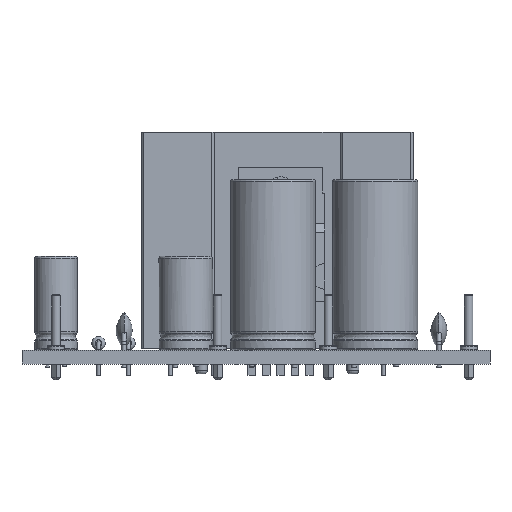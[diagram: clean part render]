
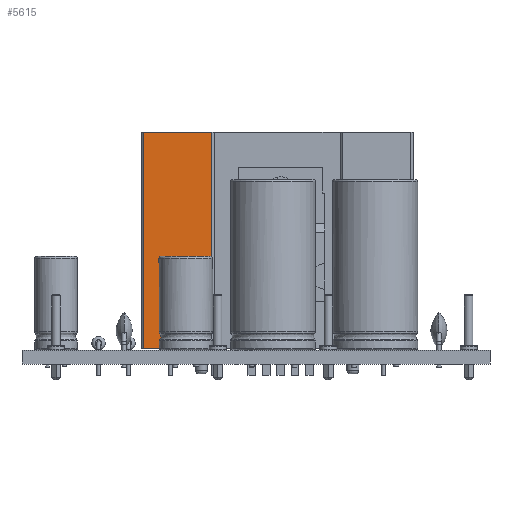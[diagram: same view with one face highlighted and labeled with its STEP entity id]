
A CAD part, front view. The second image highlights one B-rep face of the part: STEP entity #5615.
In plain terms, the highlighted planar face has unit normal (0, -1, 0).
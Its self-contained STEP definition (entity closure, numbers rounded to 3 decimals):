
#1778 = PLANE('',#1779);
#1779 = AXIS2_PLACEMENT_3D('',#1780,#1781,#1782);
#1780 = CARTESIAN_POINT('',(0.,-1.24,0.2));
#1781 = DIRECTION('',(0.,0.,1.));
#1782 = DIRECTION('',(-1.,0.,0.));
#1950 = PLANE('',#1951);
#1951 = AXIS2_PLACEMENT_3D('',#1952,#1953,#1954);
#1952 = CARTESIAN_POINT('',(0.,-1.24,25.6));
#1953 = DIRECTION('',(0.,0.,1.));
#1954 = DIRECTION('',(-1.,0.,0.));
#2042 = EDGE_CURVE('',#2043,#2045,#2047,.T.);
#2043 = VERTEX_POINT('',#2044);
#2044 = CARTESIAN_POINT('',(-15.7,-9.,0.2));
#2045 = VERTEX_POINT('',#2046);
#2046 = CARTESIAN_POINT('',(-7.696,-9.,0.2));
#2047 = SURFACE_CURVE('',#2048,(#2052,#2059),.PCURVE_S1.);
#2048 = LINE('',#2049,#2050);
#2049 = CARTESIAN_POINT('',(-16.,-9.,0.2));
#2050 = VECTOR('',#2051,1.);
#2051 = DIRECTION('',(1.,0.,0.));
#2052 = PCURVE('',#1778,#2053);
#2053 = DEFINITIONAL_REPRESENTATION('',(#2054),#2058);
#2054 = LINE('',#2055,#2056);
#2055 = CARTESIAN_POINT('',(16.,7.76));
#2056 = VECTOR('',#2057,1.);
#2057 = DIRECTION('',(-1.,0.));
#2058 = ( GEOMETRIC_REPRESENTATION_CONTEXT(2) 
PARAMETRIC_REPRESENTATION_CONTEXT() REPRESENTATION_CONTEXT('2D SPACE',''
  ) );
#2059 = PCURVE('',#2060,#2065);
#2060 = PLANE('',#2061);
#2061 = AXIS2_PLACEMENT_3D('',#2062,#2063,#2064);
#2062 = CARTESIAN_POINT('',(-16.,-9.,0.2));
#2063 = DIRECTION('',(0.,1.,0.));
#2064 = DIRECTION('',(1.,0.,0.));
#2065 = DEFINITIONAL_REPRESENTATION('',(#2066),#2070);
#2066 = LINE('',#2067,#2068);
#2067 = CARTESIAN_POINT('',(0.,0.));
#2068 = VECTOR('',#2069,1.);
#2069 = DIRECTION('',(1.,0.));
#2070 = ( GEOMETRIC_REPRESENTATION_CONTEXT(2) 
PARAMETRIC_REPRESENTATION_CONTEXT() REPRESENTATION_CONTEXT('2D SPACE',''
  ) );
#2088 = PLANE('',#2089);
#2089 = AXIS2_PLACEMENT_3D('',#2090,#2091,#2092);
#2090 = CARTESIAN_POINT('',(-7.546,-8.85,0.2));
#2091 = DIRECTION('',(0.707,-0.707,0.));
#2092 = DIRECTION('',(0.,0.,-1.));
#3949 = PLANE('',#3950);
#3950 = AXIS2_PLACEMENT_3D('',#3951,#3952,#3953);
#3951 = CARTESIAN_POINT('',(-15.85,-8.85,0.2));
#3952 = DIRECTION('',(-0.707,-0.707,0.));
#3953 = DIRECTION('',(0.,0.,-1.));
#4017 = EDGE_CURVE('',#4018,#4020,#4022,.T.);
#4018 = VERTEX_POINT('',#4019);
#4019 = CARTESIAN_POINT('',(-15.7,-9.,25.6));
#4020 = VERTEX_POINT('',#4021);
#4021 = CARTESIAN_POINT('',(-7.696,-9.,25.6));
#4022 = SURFACE_CURVE('',#4023,(#4027,#4034),.PCURVE_S1.);
#4023 = LINE('',#4024,#4025);
#4024 = CARTESIAN_POINT('',(-16.,-9.,25.6));
#4025 = VECTOR('',#4026,1.);
#4026 = DIRECTION('',(1.,0.,0.));
#4027 = PCURVE('',#1950,#4028);
#4028 = DEFINITIONAL_REPRESENTATION('',(#4029),#4033);
#4029 = LINE('',#4030,#4031);
#4030 = CARTESIAN_POINT('',(16.,7.76));
#4031 = VECTOR('',#4032,1.);
#4032 = DIRECTION('',(-1.,0.));
#4033 = ( GEOMETRIC_REPRESENTATION_CONTEXT(2) 
PARAMETRIC_REPRESENTATION_CONTEXT() REPRESENTATION_CONTEXT('2D SPACE',''
  ) );
#4034 = PCURVE('',#2060,#4035);
#4035 = DEFINITIONAL_REPRESENTATION('',(#4036),#4040);
#4036 = LINE('',#4037,#4038);
#4037 = CARTESIAN_POINT('',(0.,-25.4));
#4038 = VECTOR('',#4039,1.);
#4039 = DIRECTION('',(1.,0.));
#4040 = ( GEOMETRIC_REPRESENTATION_CONTEXT(2) 
PARAMETRIC_REPRESENTATION_CONTEXT() REPRESENTATION_CONTEXT('2D SPACE',''
  ) );
#5615 = ADVANCED_FACE('',(#5616),#2060,.F.);
#5616 = FACE_BOUND('',#5617,.F.);
#5617 = EDGE_LOOP('',(#5618,#5619,#5640,#5641));
#5618 = ORIENTED_EDGE('',*,*,#2042,.F.);
#5619 = ORIENTED_EDGE('',*,*,#5620,.T.);
#5620 = EDGE_CURVE('',#2043,#4018,#5621,.T.);
#5621 = SURFACE_CURVE('',#5622,(#5626,#5633),.PCURVE_S1.);
#5622 = LINE('',#5623,#5624);
#5623 = CARTESIAN_POINT('',(-15.7,-9.,0.2));
#5624 = VECTOR('',#5625,1.);
#5625 = DIRECTION('',(0.,0.,1.));
#5626 = PCURVE('',#2060,#5627);
#5627 = DEFINITIONAL_REPRESENTATION('',(#5628),#5632);
#5628 = LINE('',#5629,#5630);
#5629 = CARTESIAN_POINT('',(0.3,0.));
#5630 = VECTOR('',#5631,1.);
#5631 = DIRECTION('',(0.,-1.));
#5632 = ( GEOMETRIC_REPRESENTATION_CONTEXT(2) 
PARAMETRIC_REPRESENTATION_CONTEXT() REPRESENTATION_CONTEXT('2D SPACE',''
  ) );
#5633 = PCURVE('',#3949,#5634);
#5634 = DEFINITIONAL_REPRESENTATION('',(#5635),#5639);
#5635 = LINE('',#5636,#5637);
#5636 = CARTESIAN_POINT('',(0.,0.212));
#5637 = VECTOR('',#5638,1.);
#5638 = DIRECTION('',(-1.,0.));
#5639 = ( GEOMETRIC_REPRESENTATION_CONTEXT(2) 
PARAMETRIC_REPRESENTATION_CONTEXT() REPRESENTATION_CONTEXT('2D SPACE',''
  ) );
#5640 = ORIENTED_EDGE('',*,*,#4017,.T.);
#5641 = ORIENTED_EDGE('',*,*,#5642,.F.);
#5642 = EDGE_CURVE('',#2045,#4020,#5643,.T.);
#5643 = SURFACE_CURVE('',#5644,(#5648,#5655),.PCURVE_S1.);
#5644 = LINE('',#5645,#5646);
#5645 = CARTESIAN_POINT('',(-7.696,-9.,0.2));
#5646 = VECTOR('',#5647,1.);
#5647 = DIRECTION('',(0.,0.,1.));
#5648 = PCURVE('',#2060,#5649);
#5649 = DEFINITIONAL_REPRESENTATION('',(#5650),#5654);
#5650 = LINE('',#5651,#5652);
#5651 = CARTESIAN_POINT('',(8.304,0.));
#5652 = VECTOR('',#5653,1.);
#5653 = DIRECTION('',(0.,-1.));
#5654 = ( GEOMETRIC_REPRESENTATION_CONTEXT(2) 
PARAMETRIC_REPRESENTATION_CONTEXT() REPRESENTATION_CONTEXT('2D SPACE',''
  ) );
#5655 = PCURVE('',#2088,#5656);
#5656 = DEFINITIONAL_REPRESENTATION('',(#5657),#5661);
#5657 = LINE('',#5658,#5659);
#5658 = CARTESIAN_POINT('',(0.,-0.212));
#5659 = VECTOR('',#5660,1.);
#5660 = DIRECTION('',(-1.,0.));
#5661 = ( GEOMETRIC_REPRESENTATION_CONTEXT(2) 
PARAMETRIC_REPRESENTATION_CONTEXT() REPRESENTATION_CONTEXT('2D SPACE',''
  ) );
